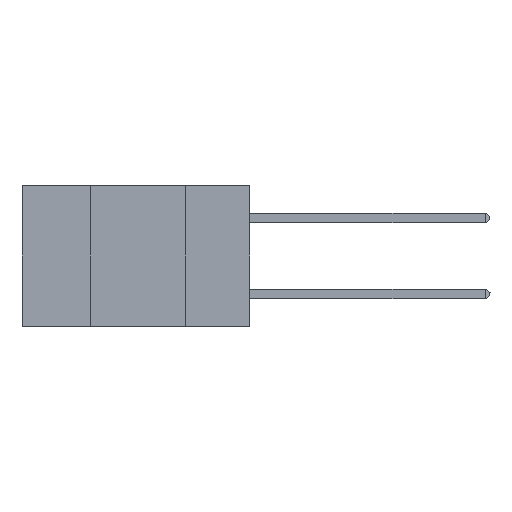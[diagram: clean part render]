
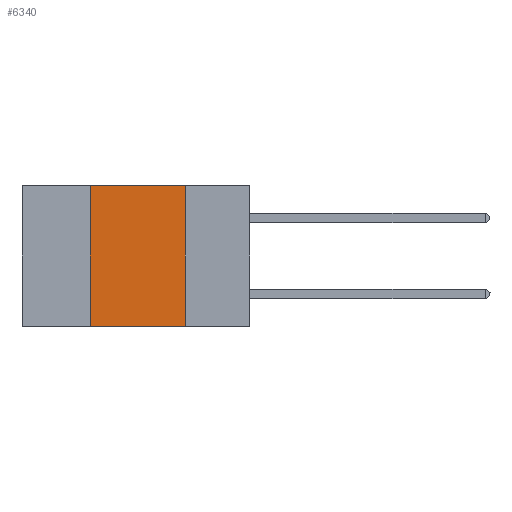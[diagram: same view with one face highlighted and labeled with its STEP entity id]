
A CAD part, left-side view. The second image highlights one B-rep face of the part: STEP entity #6340.
In plain terms, the highlighted planar face has unit normal (-1, 0, 0).
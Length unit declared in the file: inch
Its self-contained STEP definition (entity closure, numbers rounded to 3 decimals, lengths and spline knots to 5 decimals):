
#1784 = CARTESIAN_POINT ( 'NONE',  ( 0., 0.42, -0.37 ) ) ;
#1884 = CARTESIAN_POINT ( 'NONE',  ( 0., 0.42, 0. ) ) ;
#1921 = CARTESIAN_POINT ( 'NONE',  ( 0., 0.6, -0.37 ) ) ;
#2275 = EDGE_LOOP ( 'NONE', ( #19169, #19587, #20399, #12036 ) ) ;
#3069 = FACE_OUTER_BOUND ( 'NONE', #2275, .T. ) ;
#3610 = PLANE ( 'NONE',  #20183 ) ;
#4853 = EDGE_CURVE ( 'NONE', #21506, #8158, #11586, .T. ) ;
#5461 = VERTEX_POINT ( 'NONE', #16226 ) ;
#5754 = EDGE_CURVE ( 'NONE', #5461, #20274, #10998, .T. ) ;
#6340 = ADVANCED_FACE ( 'NONE', ( #3069 ), #3610, .F. ) ;
#6550 = CARTESIAN_POINT ( 'NONE',  ( 0., 0.17, 0. ) ) ;
#6719 = DIRECTION ( 'NONE',  ( 0., -1., 0. ) ) ;
#7388 = VECTOR ( 'NONE', #11377, 39.37008 ) ;
#7720 = DIRECTION ( 'NONE',  ( 0., 0., -1. ) ) ;
#8158 = VERTEX_POINT ( 'NONE', #1884 ) ;
#9478 = CARTESIAN_POINT ( 'NONE',  ( 0., 0.42, 0. ) ) ;
#10844 = DIRECTION ( 'NONE',  ( 0., -1., 0. ) ) ;
#10998 = LINE ( 'NONE', #6550, #14119 ) ;
#11377 = DIRECTION ( 'NONE',  ( 0., 0., 1. ) ) ;
#11586 = LINE ( 'NONE', #9478, #7388 ) ;
#12036 = ORIENTED_EDGE ( 'NONE', *, *, #20862, .T. ) ;
#12647 = LINE ( 'NONE', #15940, #13226 ) ;
#13226 = VECTOR ( 'NONE', #6719, 39.37008 ) ;
#14119 = VECTOR ( 'NONE', #17565, 39.37008 ) ;
#15404 = VECTOR ( 'NONE', #10844, 39.37008 ) ;
#15940 = CARTESIAN_POINT ( 'NONE',  ( 0., 0.6, 0. ) ) ;
#16186 = CARTESIAN_POINT ( 'NONE',  ( 0., 0.17, -0.37 ) ) ;
#16226 = CARTESIAN_POINT ( 'NONE',  ( 0., 0.17, 0. ) ) ;
#17088 = LINE ( 'NONE', #1921, #15404 ) ;
#17565 = DIRECTION ( 'NONE',  ( 0., 0., -1. ) ) ;
#18047 = CARTESIAN_POINT ( 'NONE',  ( 0., 0.6, 0. ) ) ;
#18877 = EDGE_CURVE ( 'NONE', #8158, #5461, #12647, .T. ) ;
#19169 = ORIENTED_EDGE ( 'NONE', *, *, #5754, .F. ) ;
#19587 = ORIENTED_EDGE ( 'NONE', *, *, #18877, .F. ) ;
#20183 = AXIS2_PLACEMENT_3D ( 'NONE', #18047, #22799, #7720 ) ;
#20274 = VERTEX_POINT ( 'NONE', #16186 ) ;
#20399 = ORIENTED_EDGE ( 'NONE', *, *, #4853, .F. ) ;
#20862 = EDGE_CURVE ( 'NONE', #21506, #20274, #17088, .T. ) ;
#21506 = VERTEX_POINT ( 'NONE', #1784 ) ;
#22799 = DIRECTION ( 'NONE',  ( 1., 0., 0. ) ) ;
